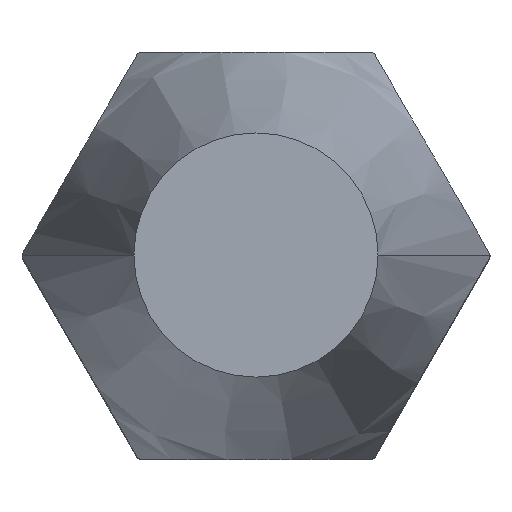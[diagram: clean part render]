
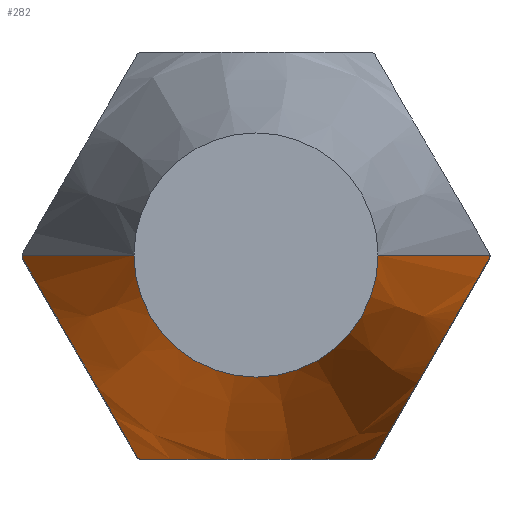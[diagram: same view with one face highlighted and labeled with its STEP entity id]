
A CAD part, top view. The second image highlights one B-rep face of the part: STEP entity #282.
In plain terms, the highlighted conical face has half-angle 15 degrees and reference radius 4.375 mm.
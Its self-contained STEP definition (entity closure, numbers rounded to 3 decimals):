
#152=EDGE_CURVE('',#274,#194,#424,.T.);
#156=EDGE_CURVE('',#194,#216,#429,.T.);
#166=VERTEX_POINT('',#439);
#180=EDGE_CURVE('',#202,#216,#455,.T.);
#186=EDGE_CURVE('',#166,#274,#462,.T.);
#194=VERTEX_POINT('',#470);
#202=VERTEX_POINT('',#479);
#216=VERTEX_POINT('',#494);
#232=EDGE_CURVE('',#402,#166,#514,.T.);
#274=VERTEX_POINT('',#558);
#282=ADVANCED_FACE('',(#566),#567,.T.);
#290=VERTEX_POINT('',#577);
#300=EDGE_CURVE('',#334,#306,#588,.T.);
#306=VERTEX_POINT('',#595);
#326=VERTEX_POINT('',#618);
#334=VERTEX_POINT('',#626);
#352=EDGE_CURVE('',#326,#290,#644,.T.);
#360=EDGE_CURVE('',#290,#202,#653,.T.);
#400=EDGE_CURVE('',#306,#402,#698,.T.);
#402=VERTEX_POINT('',#700);
#404=EDGE_CURVE('',#326,#334,#702,.T.);
#424=(B_SPLINE_CURVE(2,(#714,#715,#716),.UNSPECIFIED.,.F.,.F.)B_SPLINE_CURVE_WITH_KNOTS((3,3),(0.0,7.974),.UNSPECIFIED.)RATIONAL_B_SPLINE_CURVE((1.0,1.15,1.0))BOUNDED_CURVE()REPRESENTATION_ITEM('')GEOMETRIC_REPRESENTATION_ITEM()CURVE());
#429=CIRCLE('',#728,5.75);
#439=CARTESIAN_POINT('',(2.839,-5.0,9.737));
#455=LINE('',#762,#763);
#462=CIRCLE('',#772,5.75);
#470=CARTESIAN_POINT('',(5.75,-0.041,9.737));
#479=CARTESIAN_POINT('',(3.,0.,20.0));
#494=CARTESIAN_POINT('',(5.75,0.,9.737));
#514=(B_SPLINE_CURVE(2,(#839,#840,#841),.UNSPECIFIED.,.F.,.F.)B_SPLINE_CURVE_WITH_KNOTS((3,3),(0.0,7.974),.UNSPECIFIED.)RATIONAL_B_SPLINE_CURVE((1.0,1.15,1.0))BOUNDED_CURVE()REPRESENTATION_ITEM('')GEOMETRIC_REPRESENTATION_ITEM()CURVE());
#558=CARTESIAN_POINT('',(2.91,-4.959,9.737));
#566=FACE_OUTER_BOUND('',#936,.T.);
#567=CONICAL_SURFACE('',#937,4.375,0.262);
#577=CARTESIAN_POINT('',(-3.,0.,20.0));
#588=(B_SPLINE_CURVE(2,(#963,#964,#965),.UNSPECIFIED.,.F.,.F.)B_SPLINE_CURVE_WITH_KNOTS((3,3),(0.0,7.974),.UNSPECIFIED.)RATIONAL_B_SPLINE_CURVE((1.0,1.15,1.0))BOUNDED_CURVE()REPRESENTATION_ITEM('')GEOMETRIC_REPRESENTATION_ITEM()CURVE());
#595=CARTESIAN_POINT('',(-2.91,-4.959,9.737));
#618=CARTESIAN_POINT('',(-5.75,0.,9.737));
#626=CARTESIAN_POINT('',(-5.75,-0.041,9.737));
#644=LINE('',#1055,#1056);
#653=CIRCLE('',#1066,3.0);
#698=CIRCLE('',#1128,5.75);
#700=CARTESIAN_POINT('',(-2.839,-5.0,9.737));
#702=CIRCLE('',#1133,5.75);
#714=CARTESIAN_POINT('',(2.91,-4.959,9.737));
#715=CARTESIAN_POINT('',(4.33,-2.5,14.97));
#716=CARTESIAN_POINT('',(5.75,-0.041,9.737));
#728=AXIS2_PLACEMENT_3D('',#1145,#1146,#1147);
#762=CARTESIAN_POINT('',(4.375,0.,14.868));
#763=VECTOR('',#1180,1.0);
#772=AXIS2_PLACEMENT_3D('',#1192,#1193,#1194);
#839=CARTESIAN_POINT('',(-2.839,-5.0,9.737));
#840=CARTESIAN_POINT('',(0.,-5.0,14.97));
#841=CARTESIAN_POINT('',(2.839,-5.0,9.737));
#936=EDGE_LOOP('',(#1305,#1306,#1307,#1308,#1309,#1310,#1311,#1312,#1313,#1314));
#937=AXIS2_PLACEMENT_3D('',#1315,#1316,#1317);
#963=CARTESIAN_POINT('',(-5.75,-0.041,9.737));
#964=CARTESIAN_POINT('',(-4.33,-2.5,14.97));
#965=CARTESIAN_POINT('',(-2.91,-4.959,9.737));
#1055=CARTESIAN_POINT('',(-4.375,0.,14.868));
#1056=VECTOR('',#1405,1.0);
#1066=AXIS2_PLACEMENT_3D('',#1414,#1415,#1416);
#1128=AXIS2_PLACEMENT_3D('',#1468,#1469,#1470);
#1133=AXIS2_PLACEMENT_3D('',#1471,#1472,#1473);
#1145=CARTESIAN_POINT('',(0.,0.,9.737));
#1146=DIRECTION('',(0.0,0.0,1.0));
#1147=DIRECTION('',(-1.0,0.,0.0));
#1180=DIRECTION('',(0.259,0.,-0.966));
#1192=CARTESIAN_POINT('',(0.,0.,9.737));
#1193=DIRECTION('',(0.0,0.0,1.0));
#1194=DIRECTION('',(-1.0,0.,0.0));
#1305=ORIENTED_EDGE('',*,*,#352,.F.);
#1306=ORIENTED_EDGE('',*,*,#404,.T.);
#1307=ORIENTED_EDGE('',*,*,#300,.T.);
#1308=ORIENTED_EDGE('',*,*,#400,.T.);
#1309=ORIENTED_EDGE('',*,*,#232,.T.);
#1310=ORIENTED_EDGE('',*,*,#186,.T.);
#1311=ORIENTED_EDGE('',*,*,#152,.T.);
#1312=ORIENTED_EDGE('',*,*,#156,.T.);
#1313=ORIENTED_EDGE('',*,*,#180,.F.);
#1314=ORIENTED_EDGE('',*,*,#360,.F.);
#1315=CARTESIAN_POINT('',(0.,0.,14.868));
#1316=DIRECTION('',(-0.0,-0.0,-1.0));
#1317=DIRECTION('',(-1.0,0.,0.0));
#1405=DIRECTION('',(0.259,0.,0.966));
#1414=CARTESIAN_POINT('',(0.,0.,20.0));
#1415=DIRECTION('',(0.0,0.0,1.0));
#1416=DIRECTION('',(-1.0,0.,0.0));
#1468=CARTESIAN_POINT('',(0.,0.,9.737));
#1469=DIRECTION('',(0.0,0.0,1.0));
#1470=DIRECTION('',(-1.0,0.,0.0));
#1471=CARTESIAN_POINT('',(0.,0.,9.737));
#1472=DIRECTION('',(0.0,0.0,1.0));
#1473=DIRECTION('',(-1.0,0.,0.0));
